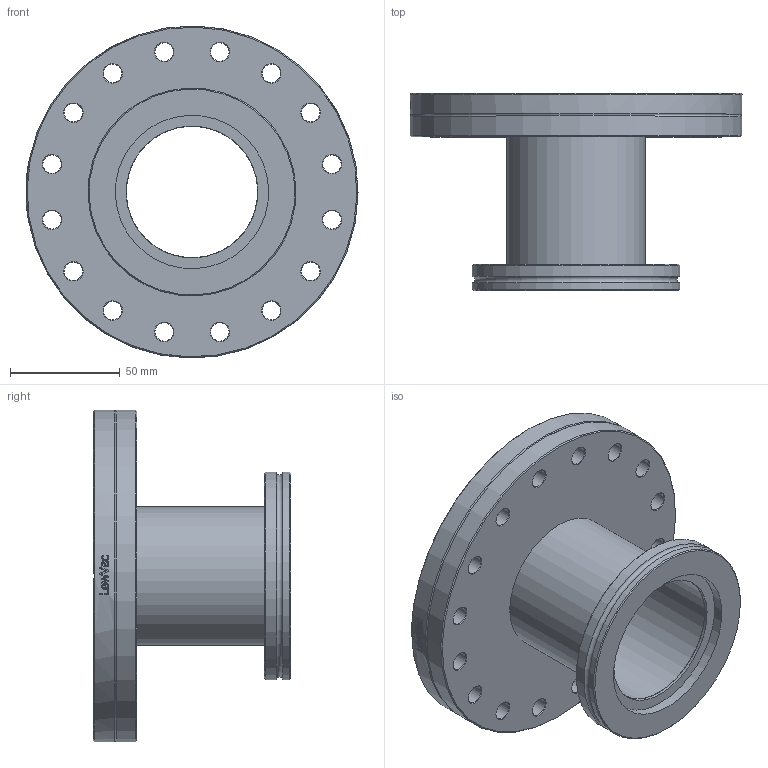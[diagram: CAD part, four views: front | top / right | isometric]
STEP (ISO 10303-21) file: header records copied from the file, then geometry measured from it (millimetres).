
FILE_DESCRIPTION(/* description */ (''),/* implementation_level */ '2;1');
FILE_NAME(/* name */ 'FL-100CF-63LF.stp',/* time_stamp */ '2019-02-13T14:15:25+00:00',/* author */ ('paul'),/* organization */ (''),/* preprocessor_version */ 'ST-DEVELOPER v17.2',/* originating_system */ 'Autodesk Inventor 2019',/* authorisation */ '');
FILE_SCHEMA (('AUTOMOTIVE_DESIGN { 1 0 10303 214 3 1 1 }'));
Length unit declared in the file: millimetre
Products named in the file (4): FL-63CF-63LF; FL-100CF; FL-63LF-W; tube
Assembly tree (3 placements, depth 2):
  FL-63CF-63LF
    FL-100CF
    FL-63LF-W
    tube
Bounding box: 151.6 x 90 x 151.6 mm (x, y, z)
Volume: 335378 mm3; surface area: 98612 mm2
Topology: 3 solids, 3 shells, 176 faces, 473 edges, 315 vertices
Faces by surface type: bspline 53, plane 42, cone 40, cylinder 39, torus 2
Full cylindrical faces by diameter (mm): 8.4 x16, 60 x1, 60.2 x1, 63.5 x2, 63.7 x1, 70 x1, 78 x1, 90 x1, 95 x2, 120.6 x1, 151.6 x2
Entity records: 18267 total; most frequent: CARTESIAN_POINT 13903, ORIENTED_EDGE 946, DIRECTION 753, EDGE_CURVE 473, VERTEX_POINT 315, AXIS2_PLACEMENT_3D 293, EDGE_LOOP 226, FACE_OUTER_BOUND 176
